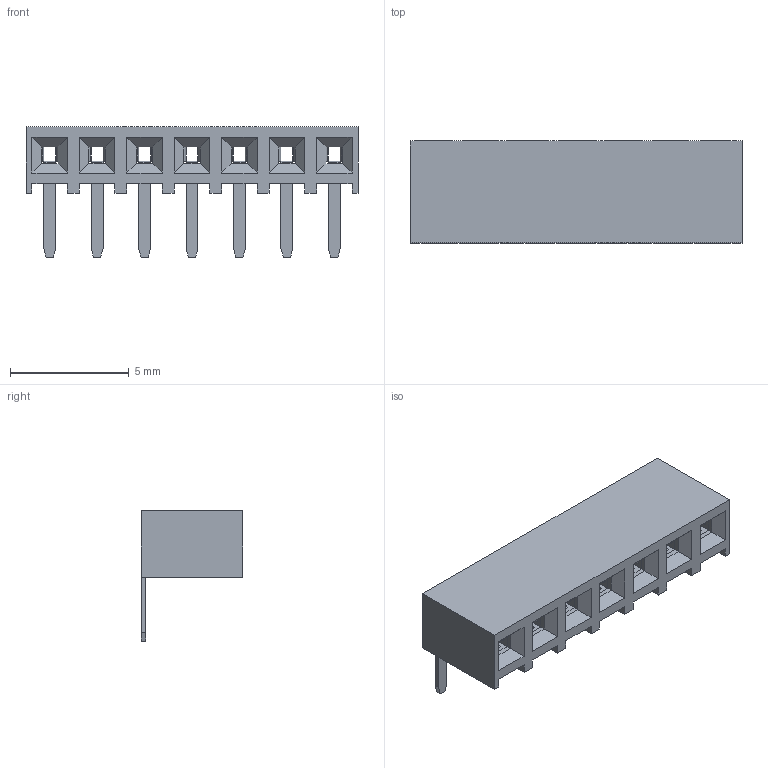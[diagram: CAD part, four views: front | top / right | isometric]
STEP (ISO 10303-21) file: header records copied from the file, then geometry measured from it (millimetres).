
FILE_DESCRIPTION(('STEP AP214'), '1');
FILE_NAME('PBS2-R', '', ('UNSPECIFIED'), ('UNSPECIFIED'), 'ASCON STEP Converter 1.6', 'ASCON Math Kernel', '');
FILE_SCHEMA(('AUTOMOTIVE_DESIGN { 1 0 10303 214 3 1 1}'));
Length unit declared in the file: millimetre
Bounding box: 14 x 4.3 x 5.5 mm (x, y, z)
Volume: 103.7 mm3; surface area: 598 mm2
Topology: 8 solids, 8 shells, 510 faces, 1398 edges, 904 vertices
Faces by surface type: plane 412, cylinder 98
Entity records: 20096 total; most frequent: CARTESIAN_POINT 2813, ORIENTED_EDGE 2796, DIRECTION 2616, EDGE_CURVE 1398, LINE 1202, VECTOR 1202, VERTEX_POINT 904, AXIS2_PLACEMENT_3D 707
